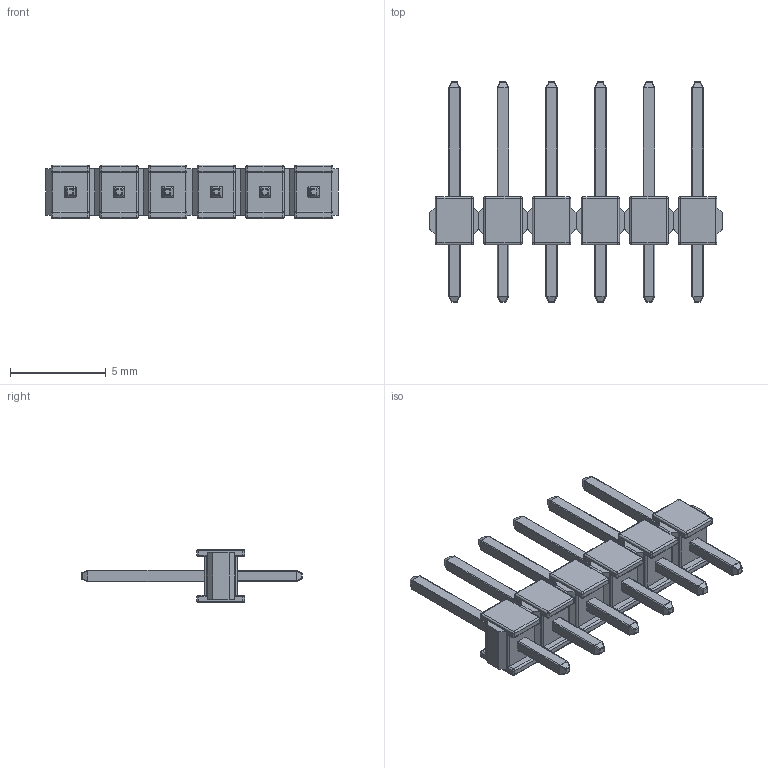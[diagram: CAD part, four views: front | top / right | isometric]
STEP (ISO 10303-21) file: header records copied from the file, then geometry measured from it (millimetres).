
FILE_DESCRIPTION (( 'STEP AP214' ), '1' );
FILE_NAME ('XG8V-0631.STEP', '2018-06-06T18:28:25', ( '' ), ( '' ), 'SwSTEP 2.0', 'SolidWorks 2014', '' );
FILE_SCHEMA (( 'AUTOMOTIVE_DESIGN' ));
Length unit declared in the file: millimetre
Products named in the file (2): XG8V-0631; 6,00mm Gold Contact one row format
Assembly tree (6 placements, depth 2):
  XG8V-0631
    6,00mm Gold Contact one row format  x6
Bounding box: 15.24 x 11.5 x 2.8 mm (x, y, z)
Volume: 134.1 mm3; surface area: 488.5 mm2
Topology: 24 solids, 24 shells, 792 faces, 1800 edges, 912 vertices
Faces by surface type: cylinder 360, plane 264, sphere 168
Entity records: 3541 total; most frequent: DIRECTION 634, CARTESIAN_POINT 629, ORIENTED_EDGE 552, EDGE_CURVE 276, AXIS2_PLACEMENT_3D 237, LINE 160, VECTOR 160, VERTEX_POINT 152
